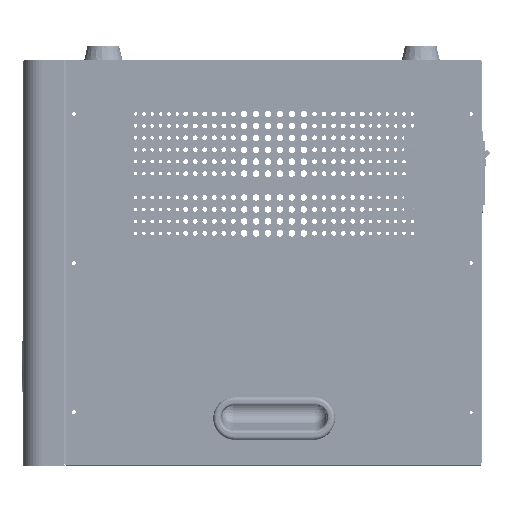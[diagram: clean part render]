
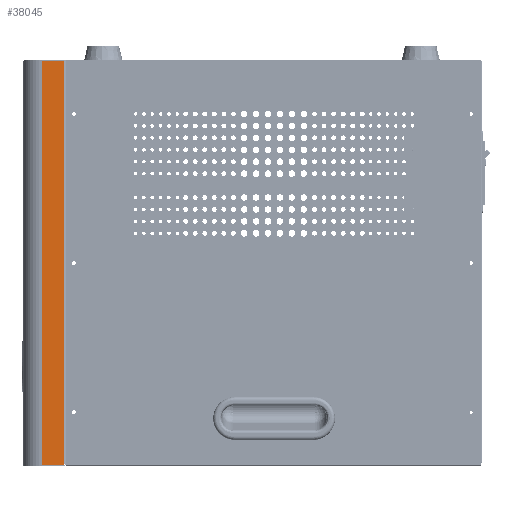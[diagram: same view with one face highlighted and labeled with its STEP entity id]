
A CAD part, left-side view. The second image highlights one B-rep face of the part: STEP entity #38045.
In plain terms, the highlighted face is planar.
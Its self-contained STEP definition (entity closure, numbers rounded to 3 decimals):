
#400 = VERTEX_POINT ( 'NONE', #90698 ) ;
#703 = DIRECTION ( 'NONE',  ( 0., 0., -1. ) ) ;
#2526 = ORIENTED_EDGE ( 'NONE', *, *, #97815, .T. ) ;
#2857 = VERTEX_POINT ( 'NONE', #95250 ) ;
#3723 = CARTESIAN_POINT ( 'NONE',  ( 230.5, 0., 0. ) ) ;
#6493 = DIRECTION ( 'NONE',  ( 0., 0., -1. ) ) ;
#11758 = PLANE ( 'NONE',  #101828 ) ;
#16153 = CARTESIAN_POINT ( 'NONE',  ( 230.5, -24.1, 0. ) ) ;
#16622 = CARTESIAN_POINT ( 'NONE',  ( 230.5, 0., 15. ) ) ;
#22360 = VECTOR ( 'NONE', #111363, 1000. ) ;
#24923 = DIRECTION ( 'NONE',  ( 0., 1., 0. ) ) ;
#25563 = EDGE_CURVE ( 'NONE', #27840, #121736, #92259, .T. ) ;
#26485 = DIRECTION ( 'NONE',  ( 0., 1., 0. ) ) ;
#27655 = CARTESIAN_POINT ( 'NONE',  ( 230.5, -25.1, 33.193 ) ) ;
#27840 = VERTEX_POINT ( 'NONE', #42505 ) ;
#36862 = EDGE_LOOP ( 'NONE', ( #74098, #2526, #73165, #116999, #37756, #105919 ) ) ;
#37756 = ORIENTED_EDGE ( 'NONE', *, *, #50674, .F. ) ;
#38045 = ADVANCED_FACE ( 'NONE', ( #115171 ), #11758, .T. ) ;
#40669 = DIRECTION ( 'NONE',  ( 0., 0., -1. ) ) ;
#42505 = CARTESIAN_POINT ( 'NONE',  ( 230.5, -25.1, 33.193 ) ) ;
#44909 = CARTESIAN_POINT ( 'NONE',  ( 230.5, -25.1, 33.03 ) ) ;
#50674 = EDGE_CURVE ( 'NONE', #27840, #63257, #84998, .T. ) ;
#53503 = CARTESIAN_POINT ( 'NONE',  ( 230.5, -362.1, 33.193 ) ) ;
#57875 = CARTESIAN_POINT ( 'NONE',  ( 230.5, -24.1, 15. ) ) ;
#63257 = VERTEX_POINT ( 'NONE', #44909 ) ;
#63710 = VECTOR ( 'NONE', #24923, 1000. ) ;
#63951 = LINE ( 'NONE', #16622, #118263 ) ;
#65654 = EDGE_CURVE ( 'NONE', #121736, #400, #117319, .T. ) ;
#67117 = DIRECTION ( 'NONE',  ( 1., 0., 0. ) ) ;
#72228 = EDGE_CURVE ( 'NONE', #63257, #2857, #97609, .T. ) ;
#73165 = ORIENTED_EDGE ( 'NONE', *, *, #97435, .T. ) ;
#74098 = ORIENTED_EDGE ( 'NONE', *, *, #65654, .T. ) ;
#80297 = CARTESIAN_POINT ( 'NONE',  ( 230.5, -25.1, 33.03 ) ) ;
#81579 = CARTESIAN_POINT ( 'NONE',  ( 230.5, -362.1, 0. ) ) ;
#84998 = LINE ( 'NONE', #105376, #97451 ) ;
#90698 = CARTESIAN_POINT ( 'NONE',  ( 230.5, -362.1, 15. ) ) ;
#92259 = LINE ( 'NONE', #27655, #22360 ) ;
#92623 = VECTOR ( 'NONE', #110935, 1000. ) ;
#94713 = VECTOR ( 'NONE', #6493, 1000. ) ;
#95250 = CARTESIAN_POINT ( 'NONE',  ( 230.5, -24.1, 33.03 ) ) ;
#96839 = VERTEX_POINT ( 'NONE', #57875 ) ;
#97435 = EDGE_CURVE ( 'NONE', #96839, #2857, #118962, .T. ) ;
#97451 = VECTOR ( 'NONE', #703, 1000. ) ;
#97609 = LINE ( 'NONE', #80297, #63710 ) ;
#97815 = EDGE_CURVE ( 'NONE', #400, #96839, #63951, .T. ) ;
#101828 = AXIS2_PLACEMENT_3D ( 'NONE', #3723, #67117, #40669 ) ;
#105376 = CARTESIAN_POINT ( 'NONE',  ( 230.5, -25.1, 33.193 ) ) ;
#105919 = ORIENTED_EDGE ( 'NONE', *, *, #25563, .T. ) ;
#110935 = DIRECTION ( 'NONE',  ( 0., 0., 1. ) ) ;
#111363 = DIRECTION ( 'NONE',  ( 0., -1., 0. ) ) ;
#115171 = FACE_OUTER_BOUND ( 'NONE', #36862, .T. ) ;
#116999 = ORIENTED_EDGE ( 'NONE', *, *, #72228, .F. ) ;
#117319 = LINE ( 'NONE', #81579, #94713 ) ;
#118263 = VECTOR ( 'NONE', #26485, 1000. ) ;
#118962 = LINE ( 'NONE', #16153, #92623 ) ;
#121736 = VERTEX_POINT ( 'NONE', #53503 ) ;
